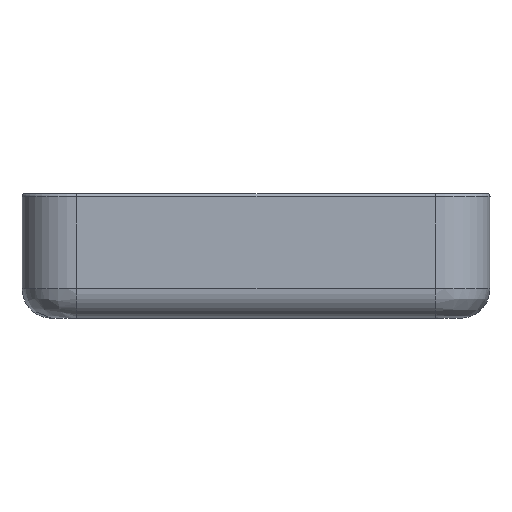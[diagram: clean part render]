
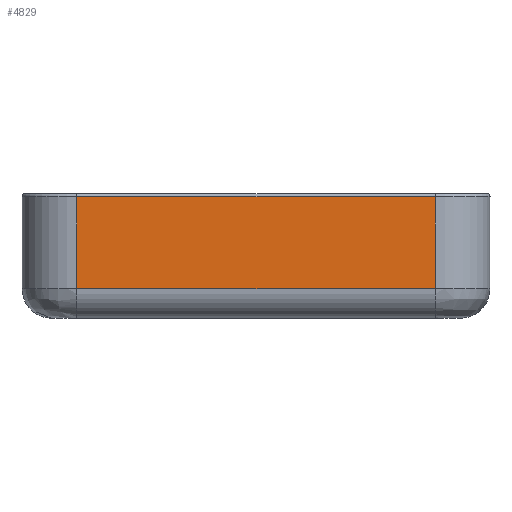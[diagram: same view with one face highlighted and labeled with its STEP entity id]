
A CAD part, front view. The second image highlights one B-rep face of the part: STEP entity #4829.
In plain terms, the highlighted planar face has unit normal (0, -1, 0).
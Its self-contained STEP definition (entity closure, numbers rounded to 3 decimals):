
#588=FACE_OUTER_BOUND('',#864,.T.);
#864=EDGE_LOOP('',(#4159,#4160,#4161,#4162));
#1356=LINE('',#8209,#1828);
#1364=LINE('',#8244,#1836);
#1365=LINE('',#8248,#1837);
#1366=LINE('',#8249,#1838);
#1828=VECTOR('',#6421,10.);
#1836=VECTOR('',#6461,10.);
#1837=VECTOR('',#6466,10.);
#1838=VECTOR('',#6467,10.);
#2284=VERTEX_POINT('',#8203);
#2285=VERTEX_POINT('',#8207);
#2296=VERTEX_POINT('',#8243);
#2297=VERTEX_POINT('',#8247);
#2945=EDGE_CURVE('',#2285,#2284,#1356,.T.);
#2962=EDGE_CURVE('',#2284,#2296,#1364,.T.);
#2964=EDGE_CURVE('',#2285,#2297,#1365,.T.);
#2965=EDGE_CURVE('',#2296,#2297,#1366,.T.);
#4159=ORIENTED_EDGE('',*,*,#2945,.F.);
#4160=ORIENTED_EDGE('',*,*,#2964,.T.);
#4161=ORIENTED_EDGE('',*,*,#2965,.F.);
#4162=ORIENTED_EDGE('',*,*,#2962,.F.);
#4606=PLANE('',#5232);
#4829=ADVANCED_FACE('',(#588),#4606,.T.);
#5232=AXIS2_PLACEMENT_3D('',#8246,#6464,#6465);
#6421=DIRECTION('',(1.,0.,0.));
#6461=DIRECTION('',(0.,0.,-1.));
#6464=DIRECTION('center_axis',(0.,-1.,0.));
#6465=DIRECTION('ref_axis',(-1.,0.,0.));
#6466=DIRECTION('',(0.,0.,-1.));
#6467=DIRECTION('',(-1.,0.,0.));
#8203=CARTESIAN_POINT('',(30.268,-61.,0.5));
#8207=CARTESIAN_POINT('',(-30.268,-61.,0.5));
#8209=CARTESIAN_POINT('',(15.134,-61.,0.5));
#8243=CARTESIAN_POINT('',(30.268,-61.,-15.));
#8244=CARTESIAN_POINT('',(30.268,-61.,0.));
#8246=CARTESIAN_POINT('Origin',(30.268,-61.,0.));
#8247=CARTESIAN_POINT('',(-30.268,-61.,-15.));
#8248=CARTESIAN_POINT('',(-30.268,-61.,0.));
#8249=CARTESIAN_POINT('',(15.134,-61.,-15.));
